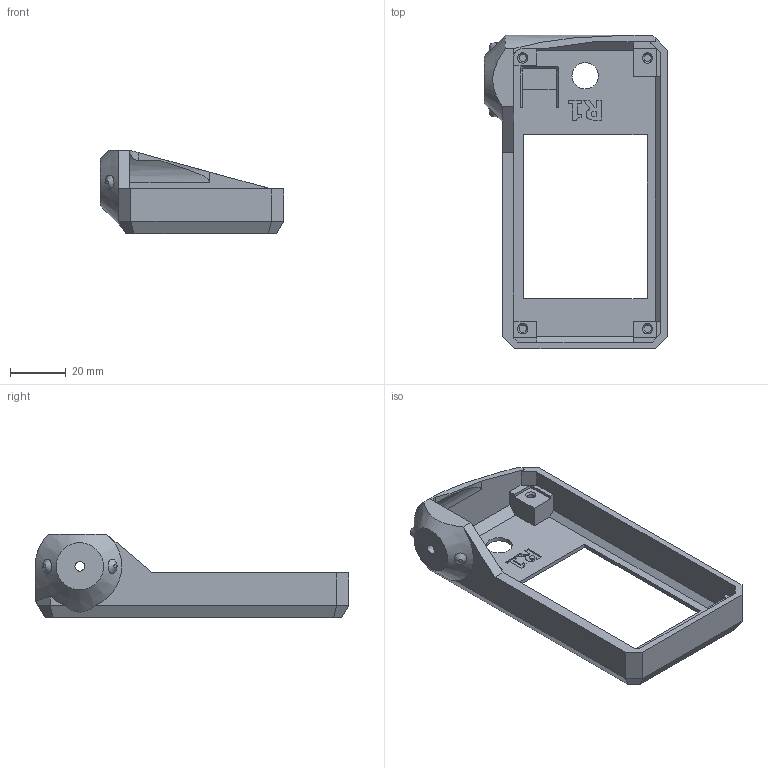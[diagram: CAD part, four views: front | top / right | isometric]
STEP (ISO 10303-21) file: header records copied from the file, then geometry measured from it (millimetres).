
FILE_DESCRIPTION(/* description */ (''),/* implementation_level */ '2;1');
FILE_NAME(/* name */ 'MINI-display-box.stp',/* time_stamp */ '2019',/* author */ ('Robert Turinsky'),/* organization */ (''),/* preprocessor_version */ 'ST-DEVELOPER v17.2',/* originating_system */ 'Autodesk Inventor 2019',/* authorisation */ '');
FILE_SCHEMA (('AUTOMOTIVE_DESIGN { 1 0 10303 214 3 1 1 }'));
Length unit declared in the file: millimetre
Products named in the file (1): display-box
Bounding box: 65.93 x 112.86 x 30 mm (x, y, z)
Volume: 25653.7 mm3; surface area: 19850 mm2
Topology: 1 solids, 1 shells, 144 faces, 382 edges, 250 vertices
Faces by surface type: plane 109, bspline 14, cylinder 12, cone 7, sphere 2
Full cylindrical faces by diameter (mm): 2.7 x4, 3.5 x1, 6.5 x1, 9.5 x1
Entity records: 4644 total; most frequent: CARTESIAN_POINT 1077, ORIENTED_EDGE 764, DIRECTION 659, EDGE_CURVE 382, LINE 305, VECTOR 305, VERTEX_POINT 250, AXIS2_PLACEMENT_3D 177
